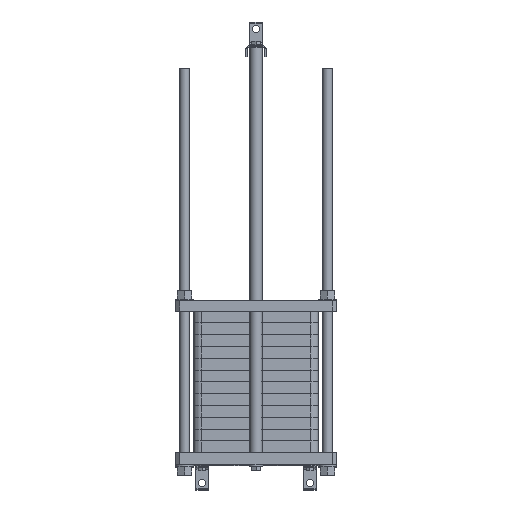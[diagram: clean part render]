
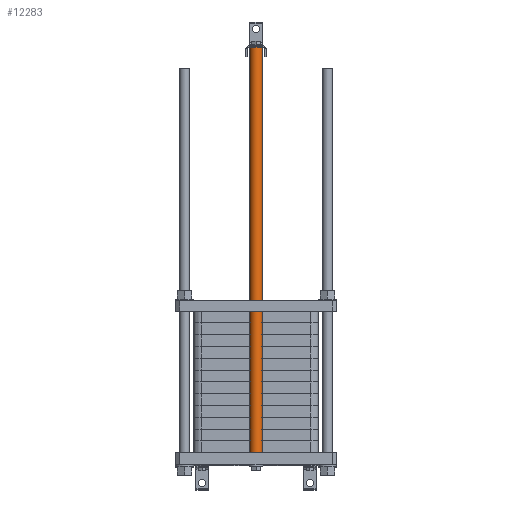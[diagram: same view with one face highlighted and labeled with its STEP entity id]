
A CAD part, top view. The second image highlights one B-rep face of the part: STEP entity #12283.
In plain terms, the highlighted cylindrical face has radius 15 mm (diameter 30 mm), a full revolution.
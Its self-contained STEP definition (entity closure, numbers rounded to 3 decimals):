
#4742=FACE_BOUND('',#5750,.T.);
#4977=CYLINDRICAL_SURFACE('',#12869,15.);
#5199=FACE_OUTER_BOUND('',#5749,.T.);
#5749=EDGE_LOOP('',(#9688));
#5750=EDGE_LOOP('',(#9689));
#6445=CIRCLE('',#12794,15.);
#6473=CIRCLE('',#12870,15.);
#7291=VERTEX_POINT('',#18313);
#7367=VERTEX_POINT('',#18554);
#8173=EDGE_CURVE('',#7291,#7291,#6445,.T.);
#8290=EDGE_CURVE('',#7367,#7367,#6473,.T.);
#9688=ORIENTED_EDGE('',*,*,#8290,.F.);
#9689=ORIENTED_EDGE('',*,*,#8173,.T.);
#12283=ADVANCED_FACE('',(#5199,#4742),#4977,.T.);
#12794=AXIS2_PLACEMENT_3D('',#18314,#14220,#14221);
#12869=AXIS2_PLACEMENT_3D('',#18553,#14459,#14460);
#12870=AXIS2_PLACEMENT_3D('',#18555,#14461,#14462);
#14220=DIRECTION('center_axis',(0.,-1.,0.));
#14221=DIRECTION('ref_axis',(-1.,0.,0.));
#14459=DIRECTION('center_axis',(0.,1.,0.));
#14460=DIRECTION('ref_axis',(-1.,0.,0.));
#14461=DIRECTION('center_axis',(0.,-1.,0.));
#14462=DIRECTION('ref_axis',(-1.,0.,0.));
#18313=CARTESIAN_POINT('',(15.,997.,885.5));
#18314=CARTESIAN_POINT('Origin',(0.,997.,885.5));
#18553=CARTESIAN_POINT('Origin',(0.,0.,
885.5));
#18554=CARTESIAN_POINT('',(15.,0.,885.5));
#18555=CARTESIAN_POINT('Origin',(0.,0.,
885.5));
